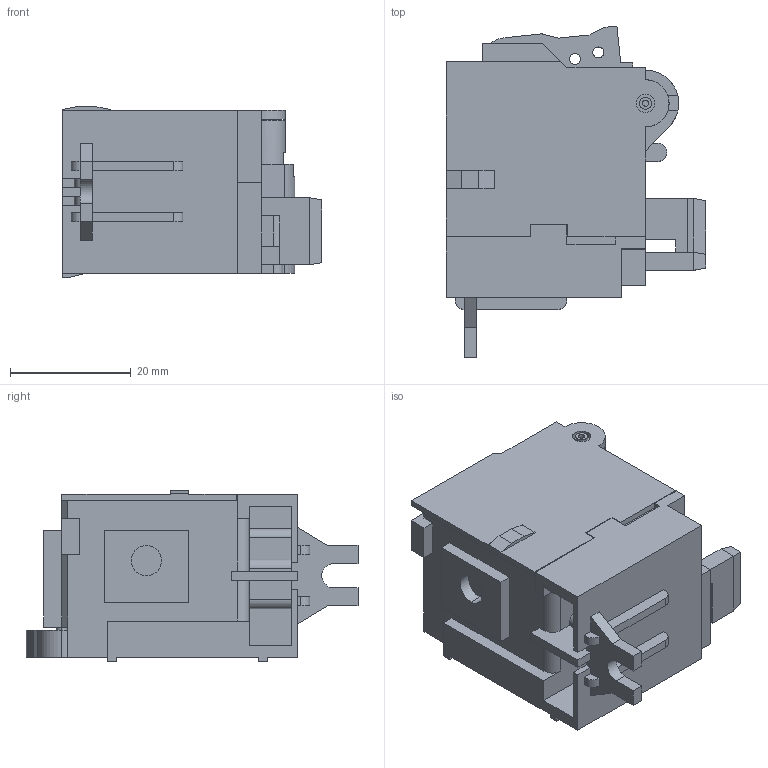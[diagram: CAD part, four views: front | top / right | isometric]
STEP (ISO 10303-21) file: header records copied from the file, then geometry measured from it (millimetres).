
FILE_DESCRIPTION (( 'STEP AP203' ), '1' );
FILE_NAME ('Ðàñöåïèòåëü ìèíèìàëüíûé ê ÂÀ-99 250-400À.STEP', '2016-10-24T10:20:37', ( 'kuryshev' ), ( '' ), 'SwSTEP 2.0', 'SolidWorks 2010', '' );
FILE_SCHEMA (( 'CONFIG_CONTROL_DESIGN' ));
Length unit declared in the file: millimetre
Products named in the file (1): Ðàñöåïèòåëü ìèíèìàëüíûé ê ÂÀ-99 250-400À
Bounding box: 43 x 54.93 x 28.3 mm (x, y, z)
Volume: 30104.5 mm3; surface area: 12616.7 mm2
Topology: 2 solids, 2 shells, 276 faces, 785 edges, 517 vertices
Faces by surface type: plane 214, cylinder 62
Entity records: 9014 total; most frequent: CARTESIAN_POINT 1579, ORIENTED_EDGE 1570, DIRECTION 1477, EDGE_CURVE 785, LINE 647, VECTOR 647, VERTEX_POINT 517, AXIS2_PLACEMENT_3D 415
